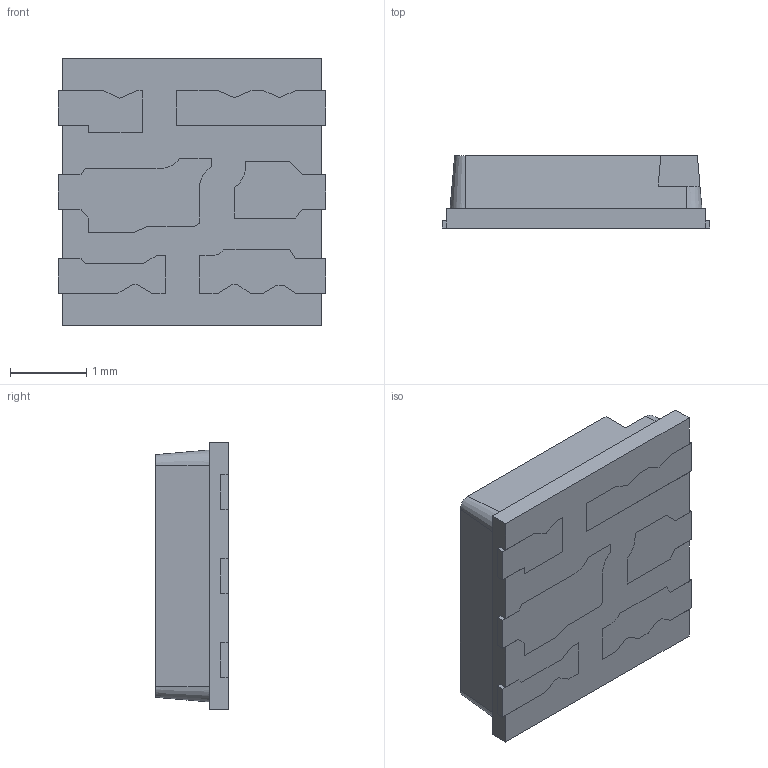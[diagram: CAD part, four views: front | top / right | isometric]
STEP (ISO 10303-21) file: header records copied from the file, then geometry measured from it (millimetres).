
FILE_DESCRIPTION (( 'STEP AP214' ), '1' );
FILE_NAME ('WS2813-MINI.STEP', '2019-05-09T23:52:10', ( '' ), ( '' ), 'SwSTEP 2.0', 'SolidWorks 2017', '' );
FILE_SCHEMA (( 'AUTOMOTIVE_DESIGN' ));
Length unit declared in the file: millimetre
Products named in the file (1): WS2813-MINI
Bounding box: 3.5 x 0.95 x 3.5 mm (x, y, z)
Volume: 6.7 mm3; surface area: 53.5 mm2
Topology: 7 solids, 7 shells, 184 faces, 504 edges, 336 vertices
Faces by surface type: plane 172, cylinder 8, cone 4
Entity records: 5820 total; most frequent: CARTESIAN_POINT 1025, ORIENTED_EDGE 1008, DIRECTION 898, EDGE_CURVE 504, LINE 480, VECTOR 480, VERTEX_POINT 336, AXIS2_PLACEMENT_3D 209
